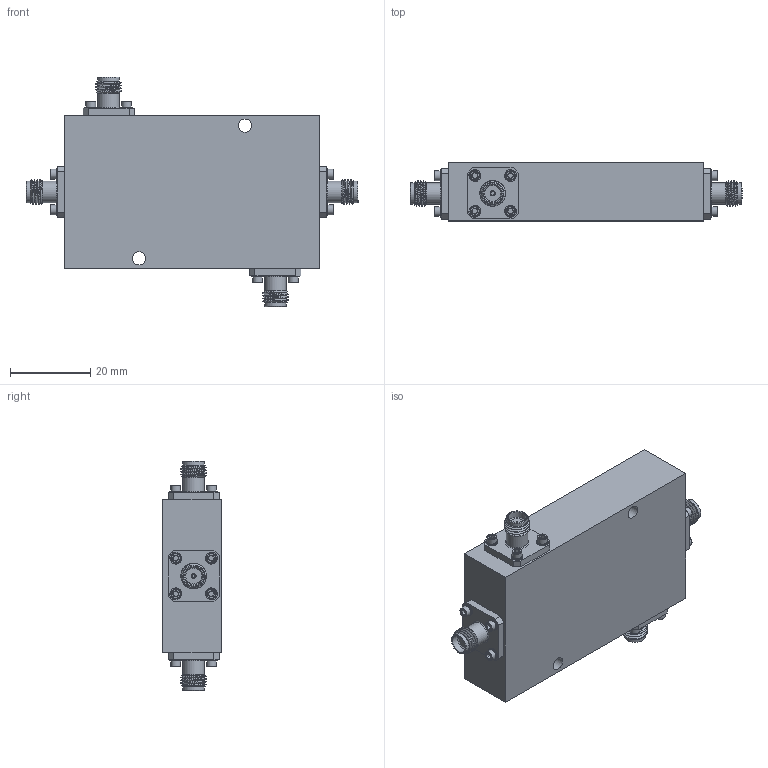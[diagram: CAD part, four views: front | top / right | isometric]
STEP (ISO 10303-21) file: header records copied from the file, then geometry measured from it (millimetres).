
FILE_DESCRIPTION (( 'STEP AP203' ), '1' );
FILE_NAME ('FMCP1014_3D.step', '2022-04-15T16:52:05', ( '' ), ( '' ), 'SwSTEP 2.0', 'SolidWorks 2021', '' );
FILE_SCHEMA (( 'CONFIG_CONTROL_DESIGN' ));
Products named in the file (1): FMCP1014_3D
Bounding box: 82.65 x 14.5 x 57.25 mm (x, y, z)
Volume: 36598.2 mm3; surface area: 10199.8 mm2
Topology: 1 solids, 17 shells, 1067 faces, 2498 edges, 1600 vertices
Faces by surface type: plane 539, bspline 208, cylinder 168, cone 148, torus 4
Full cylindrical faces by diameter (mm): 0.673 x1, 0.946 x1, 1.016 x4, 1.27 x8, 1.524 x48, 1.854 x20, 2.438 x16, 2.946 x16, 3.302 x2, 4.521 x4, 5.08 x4, 5.334 x8
Entity records: 53407 total; most frequent: CARTESIAN_POINT 32754, ORIENTED_EDGE 4292, DIRECTION 3570, EDGE_CURVE 2146, VERTEX_POINT 1444, EDGE_LOOP 1338, AXIS2_PLACEMENT_3D 1220, LINE 1130
